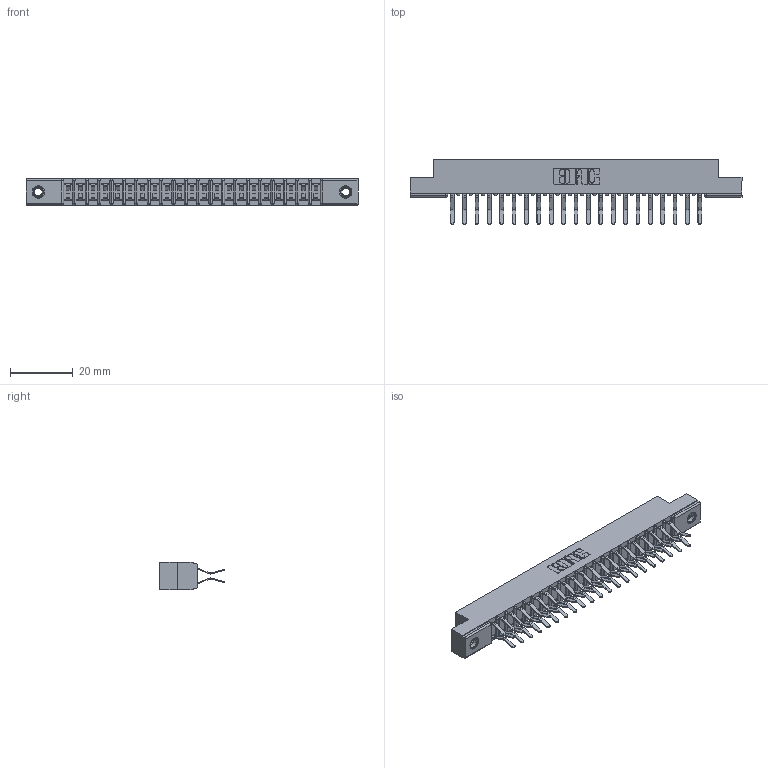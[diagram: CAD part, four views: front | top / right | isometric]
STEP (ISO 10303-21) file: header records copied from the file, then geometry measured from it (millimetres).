
FILE_DESCRIPTION (( 'STEP AP203' ), '1' );
FILE_NAME ('357-042-460-207.STEP', '2020-10-03T23:16:47', ( '' ), ( '' ), 'SwSTEP 2.0', 'SolidWorks 2020', '' );
FILE_SCHEMA (( 'CONFIG_CONTROL_DESIGN' ));
Length unit declared in the file: inch
Products named in the file (4): 345-250-001_345-250-005-103; 357-042-460-207; 307-290-001_560; 307 Part_.156 Dia Mounting Holes
Assembly tree (45 placements, depth 2):
  357-042-460-207
    307 Part_.156 Dia Mounting Holes
    307-290-001_560  x42
    345-250-001_345-250-005-103  x2
Bounding box: 106.22 x 20.73 x 8.71 mm (x, y, z)
Volume: 6987.1 mm3; surface area: 12644.8 mm2
Topology: 45 solids, 45 shells, 2300 faces, 6423 edges, 4158 vertices
Faces by surface type: plane 1488, cylinder 752, sphere 44, cone 12, torus 4
Entity records: 22553 total; most frequent: CARTESIAN_POINT 3680, ORIENTED_EDGE 3638, DIRECTION 3623, EDGE_CURVE 1819, LINE 1385, VECTOR 1385, VERTEX_POINT 1176, AXIS2_PLACEMENT_3D 1119
